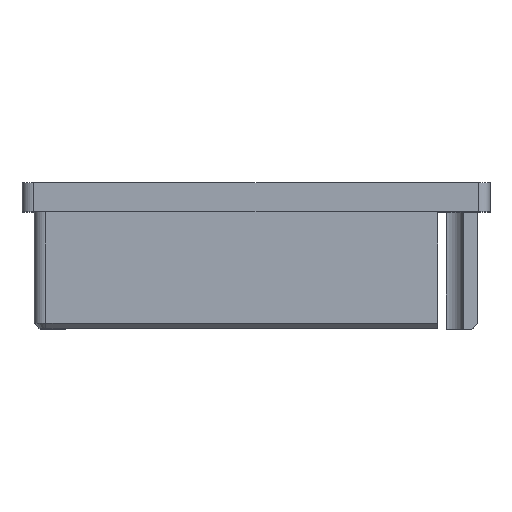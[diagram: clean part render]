
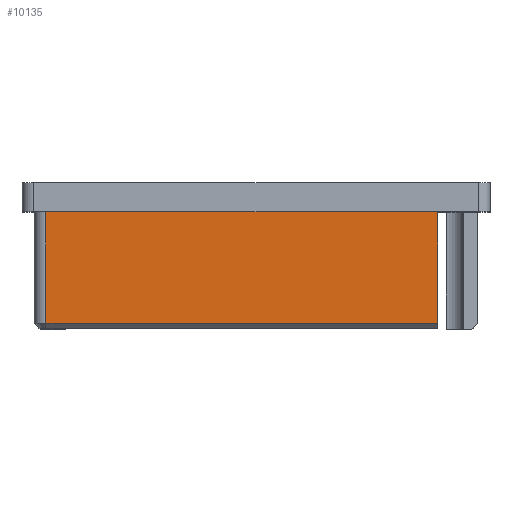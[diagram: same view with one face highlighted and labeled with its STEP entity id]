
A CAD part, top view. The second image highlights one B-rep face of the part: STEP entity #10135.
In plain terms, the highlighted planar face has unit normal (0, 0, 1).
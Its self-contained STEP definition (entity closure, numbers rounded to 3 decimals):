
#36 = ORIENTED_EDGE ( 'NONE', *, *, #1768, .T. ) ;
#135 = CARTESIAN_POINT ( 'NONE',  ( 31.1, 0., 17.9 ) ) ;
#1626 = ORIENTED_EDGE ( 'NONE', *, *, #12767, .T. ) ;
#1642 = EDGE_CURVE ( 'NONE', #14543, #12417, #8814, .T. ) ;
#1722 = VECTOR ( 'NONE', #5630, 1000. ) ;
#1768 = EDGE_CURVE ( 'NONE', #11405, #5552, #3292, .T. ) ;
#1982 = LINE ( 'NONE', #12916, #15309 ) ;
#2323 = VECTOR ( 'NONE', #11220, 1000. ) ;
#2486 = LINE ( 'NONE', #9649, #1722 ) ;
#2799 = EDGE_CURVE ( 'NONE', #12417, #11405, #2486, .T. ) ;
#2883 = ORIENTED_EDGE ( 'NONE', *, *, #2799, .T. ) ;
#3292 = LINE ( 'NONE', #4199, #6523 ) ;
#3893 = FACE_OUTER_BOUND ( 'NONE', #4942, .T. ) ;
#4199 = CARTESIAN_POINT ( 'NONE',  ( -35.9, -20., 17.9 ) ) ;
#4942 = EDGE_LOOP ( 'NONE', ( #36, #1626, #6541, #2883 ) ) ;
#5301 = CARTESIAN_POINT ( 'NONE',  ( -35.9, 0., 17.9 ) ) ;
#5552 = VERTEX_POINT ( 'NONE', #6587 ) ;
#5630 = DIRECTION ( 'NONE',  ( -1., 0., 0. ) ) ;
#5742 = DIRECTION ( 'NONE',  ( 1., 0., 0. ) ) ;
#6523 = VECTOR ( 'NONE', #11600, 1000. ) ;
#6541 = ORIENTED_EDGE ( 'NONE', *, *, #1642, .T. ) ;
#6587 = CARTESIAN_POINT ( 'NONE',  ( -35.9, -19., 17.9 ) ) ;
#6650 = DIRECTION ( 'NONE',  ( -1., 0., 0. ) ) ;
#7571 = CARTESIAN_POINT ( 'NONE',  ( 31.1, -20., 17.9 ) ) ;
#8245 = AXIS2_PLACEMENT_3D ( 'NONE', #12548, #13898, #6650 ) ;
#8814 = LINE ( 'NONE', #7571, #2323 ) ;
#9649 = CARTESIAN_POINT ( 'NONE',  ( -37.9, 0., 17.9 ) ) ;
#10135 = ADVANCED_FACE ( 'NONE', ( #3893 ), #10303, .F. ) ;
#10303 = PLANE ( 'NONE',  #8245 ) ;
#11220 = DIRECTION ( 'NONE',  ( 0., 1., 0. ) ) ;
#11405 = VERTEX_POINT ( 'NONE', #5301 ) ;
#11600 = DIRECTION ( 'NONE',  ( 0., -1., 0. ) ) ;
#12417 = VERTEX_POINT ( 'NONE', #135 ) ;
#12548 = CARTESIAN_POINT ( 'NONE',  ( -37.9, -20., 17.9 ) ) ;
#12767 = EDGE_CURVE ( 'NONE', #5552, #14543, #1982, .T. ) ;
#12916 = CARTESIAN_POINT ( 'NONE',  ( 31.1, -19., 17.9 ) ) ;
#13300 = CARTESIAN_POINT ( 'NONE',  ( 31.1, -19., 17.9 ) ) ;
#13898 = DIRECTION ( 'NONE',  ( 0., 0., -1. ) ) ;
#14543 = VERTEX_POINT ( 'NONE', #13300 ) ;
#15309 = VECTOR ( 'NONE', #5742, 1000. ) ;
